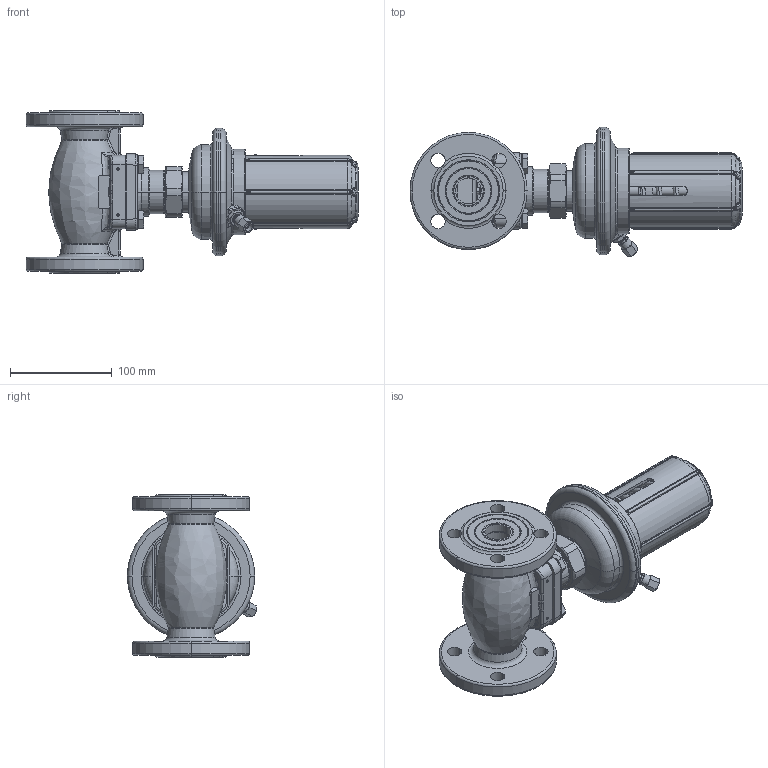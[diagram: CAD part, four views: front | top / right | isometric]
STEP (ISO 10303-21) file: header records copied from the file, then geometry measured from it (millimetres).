
FILE_DESCRIPTION((''),'2;1');
FILE_NAME('003H6347','2015-02-24T',('u317927'),('Danfoss'),'PRO/ENGINEER BY PARAMETRIC TECHNOLOGY CORPORATION, 2014000','PRO/ENGINEER BY PARAMETRIC TECHNOLOGY CORPORATION, 2014000','');
FILE_SCHEMA(('CONFIG_CONTROL_DESIGN'));
Products named in the file (1): 003H6347
Bounding box: 326.3 x 127.07 x 160 mm (x, y, z)
Volume: 937747.5 mm3; surface area: 312352.4 mm2
Topology: 3 solids, 3 shells, 1427 faces, 3356 edges, 1987 vertices
Faces by surface type: cylinder 369, plane 346, bspline 261, torus 214, cone 213, sphere 24
Entity records: 61400 total; most frequent: CARTESIAN_POINT 30217, ORIENTED_EDGE 6688, DIRECTION 6411, EDGE_CURVE 3344, AXIS2_PLACEMENT_3D 2733, VERTEX_POINT 1987, CIRCLE 1567, EDGE_LOOP 1543
